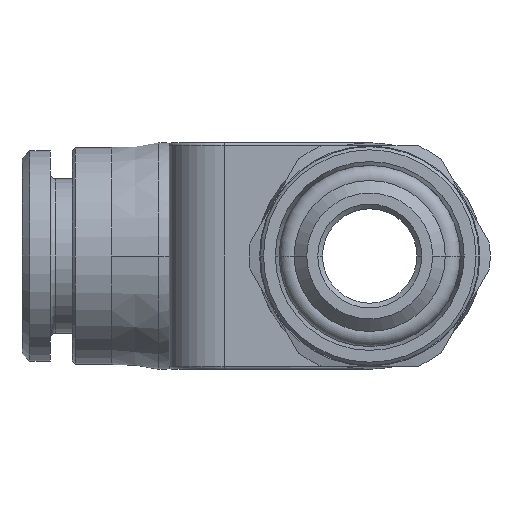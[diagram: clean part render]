
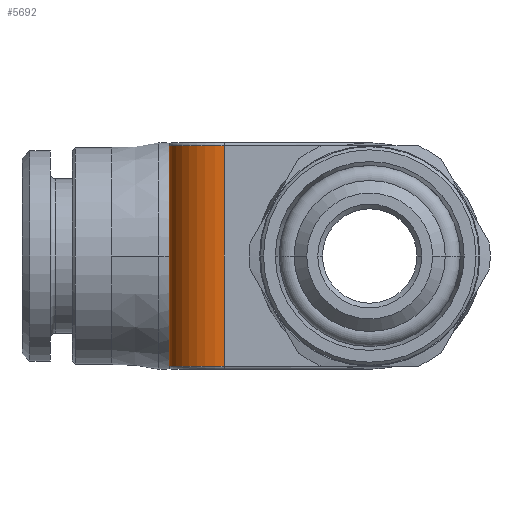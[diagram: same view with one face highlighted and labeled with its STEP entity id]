
A CAD part, front view. The second image highlights one B-rep face of the part: STEP entity #5692.
In plain terms, the highlighted cylindrical face has radius 3.5 mm (diameter 7 mm), a partial arc.
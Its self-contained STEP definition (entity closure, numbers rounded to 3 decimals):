
#1233=CARTESIAN_POINT('',(-9.25,-9.25,-7.));
#1234=DIRECTION('',(0.,0.,-1.));
#1235=DIRECTION('',(0.,-1.,0.));
#1236=AXIS2_PLACEMENT_3D('',#1233,#1234,#1235);
#1238=CARTESIAN_POINT('',(-9.25,-9.25,7.));
#1239=DIRECTION('',(0.,0.,1.));
#1240=DIRECTION('',(-1.,0.,0.));
#1241=AXIS2_PLACEMENT_3D('',#1238,#1239,#1240);
#1322=DIRECTION('',(0.,0.,-1.));
#1323=VECTOR('',#1322,14.);
#1324=CARTESIAN_POINT('',(-9.25,-12.75,7.));
#1325=LINE('',#1324,#1323);
#1388=DIRECTION('',(0.,0.,-1.));
#1389=VECTOR('',#1388,14.);
#1390=CARTESIAN_POINT('',(-12.75,-9.25,7.));
#1391=LINE('',#1390,#1389);
#3720=CARTESIAN_POINT('',(-12.75,-9.25,-7.));
#3722=VERTEX_POINT('',#3720);
#3728=CARTESIAN_POINT('',(-9.25,-12.75,-7.));
#3729=VERTEX_POINT('',#3728);
#3780=CARTESIAN_POINT('',(-9.25,-12.75,7.));
#3781=VERTEX_POINT('',#3780);
#3782=CARTESIAN_POINT('',(-12.75,-9.25,7.));
#3783=VERTEX_POINT('',#3782);
#5677=CARTESIAN_POINT('',(-9.25,-9.25,7.2));
#5678=DIRECTION('',(0.,0.,-1.));
#5679=DIRECTION('',(0.,1.,0.));
#5680=AXIS2_PLACEMENT_3D('',#5677,#5678,#5679);
#5681=CYLINDRICAL_SURFACE('',#5680,3.5);
#5683=ORIENTED_EDGE('',*,*,#5682,.T.);
#5685=ORIENTED_EDGE('',*,*,#5684,.F.);
#5687=ORIENTED_EDGE('',*,*,#5686,.T.);
#5689=ORIENTED_EDGE('',*,*,#5688,.T.);
#5690=EDGE_LOOP('',(#5683,#5685,#5687,#5689));
#5691=FACE_OUTER_BOUND('',#5690,.F.);
#5692=ADVANCED_FACE('',(#5691),#5681,.T.);
#1237=CIRCLE('',#1236,3.5);
#1242=CIRCLE('',#1241,3.5);
#5682=EDGE_CURVE('',#3729,#3722,#1237,.T.);
#5684=EDGE_CURVE('',#3783,#3722,#1391,.T.);
#5686=EDGE_CURVE('',#3783,#3781,#1242,.T.);
#5688=EDGE_CURVE('',#3781,#3729,#1325,.T.);
